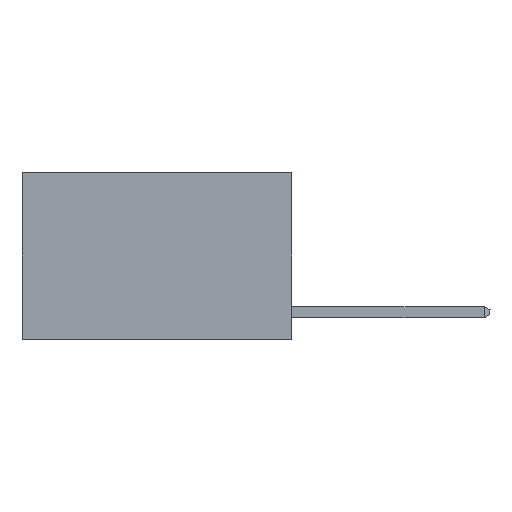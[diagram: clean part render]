
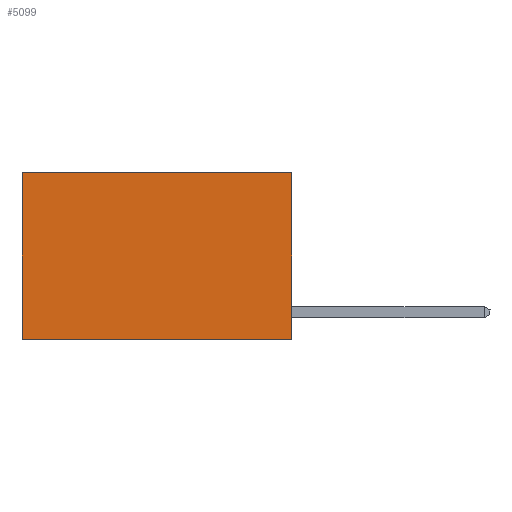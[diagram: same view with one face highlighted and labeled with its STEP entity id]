
A CAD part, left-side view. The second image highlights one B-rep face of the part: STEP entity #5099.
In plain terms, the highlighted planar face has unit normal (-1, 0, 0).
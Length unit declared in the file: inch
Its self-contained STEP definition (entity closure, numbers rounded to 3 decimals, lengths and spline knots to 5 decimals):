
#672 = VECTOR ( 'NONE', #3506, 39.37008 ) ;
#835 = CARTESIAN_POINT ( 'NONE',  ( 0.2625, 0.6, 0. ) ) ;
#1144 = CARTESIAN_POINT ( 'NONE',  ( 0.2625, 0.6, -0.37 ) ) ;
#1832 = VECTOR ( 'NONE', #11991, 39.37008 ) ;
#2453 = VERTEX_POINT ( 'NONE', #835 ) ;
#2887 = DIRECTION ( 'NONE',  ( 0., 1., 0. ) ) ;
#3506 = DIRECTION ( 'NONE',  ( 0., 0., -1. ) ) ;
#3873 = CARTESIAN_POINT ( 'NONE',  ( 0.2625, 0., 0. ) ) ;
#3930 = CARTESIAN_POINT ( 'NONE',  ( 0.2625, 0.6, 0. ) ) ;
#4091 = LINE ( 'NONE', #3930, #14742 ) ;
#4219 = LINE ( 'NONE', #9570, #1832 ) ;
#4504 = CARTESIAN_POINT ( 'NONE',  ( 0.2625, 0., -0.37 ) ) ;
#4918 = ORIENTED_EDGE ( 'NONE', *, *, #6054, .T. ) ;
#5099 = ADVANCED_FACE ( 'NONE', ( #8710 ), #8880, .F. ) ;
#5752 = VERTEX_POINT ( 'NONE', #12114 ) ;
#6054 = EDGE_CURVE ( 'NONE', #9469, #2453, #4219, .T. ) ;
#6350 = ORIENTED_EDGE ( 'NONE', *, *, #15772, .T. ) ;
#6809 = AXIS2_PLACEMENT_3D ( 'NONE', #7398, #11550, #10162 ) ;
#7398 = CARTESIAN_POINT ( 'NONE',  ( 0.2625, 0., 0. ) ) ;
#7977 = DIRECTION ( 'NONE',  ( 0., 0., -1. ) ) ;
#8507 = LINE ( 'NONE', #12484, #672 ) ;
#8710 = FACE_OUTER_BOUND ( 'NONE', #11542, .T. ) ;
#8880 = PLANE ( 'NONE',  #6809 ) ;
#9469 = VERTEX_POINT ( 'NONE', #3873 ) ;
#9570 = CARTESIAN_POINT ( 'NONE',  ( 0.2625, 0., 0. ) ) ;
#10162 = DIRECTION ( 'NONE',  ( 0., 0., -1. ) ) ;
#10249 = VECTOR ( 'NONE', #2887, 39.37008 ) ;
#10297 = VERTEX_POINT ( 'NONE', #1144 ) ;
#10687 = EDGE_CURVE ( 'NONE', #5752, #10297, #12277, .T. ) ;
#11035 = ORIENTED_EDGE ( 'NONE', *, *, #14640, .F. ) ;
#11542 = EDGE_LOOP ( 'NONE', ( #6350, #13199, #11035, #4918 ) ) ;
#11550 = DIRECTION ( 'NONE',  ( 1., 0., 0. ) ) ;
#11991 = DIRECTION ( 'NONE',  ( 0., 1., 0. ) ) ;
#12114 = CARTESIAN_POINT ( 'NONE',  ( 0.2625, 0., -0.37 ) ) ;
#12277 = LINE ( 'NONE', #4504, #10249 ) ;
#12484 = CARTESIAN_POINT ( 'NONE',  ( 0.2625, 0., 0. ) ) ;
#13199 = ORIENTED_EDGE ( 'NONE', *, *, #10687, .F. ) ;
#14640 = EDGE_CURVE ( 'NONE', #9469, #5752, #8507, .T. ) ;
#14742 = VECTOR ( 'NONE', #7977, 39.37008 ) ;
#15772 = EDGE_CURVE ( 'NONE', #2453, #10297, #4091, .T. ) ;
